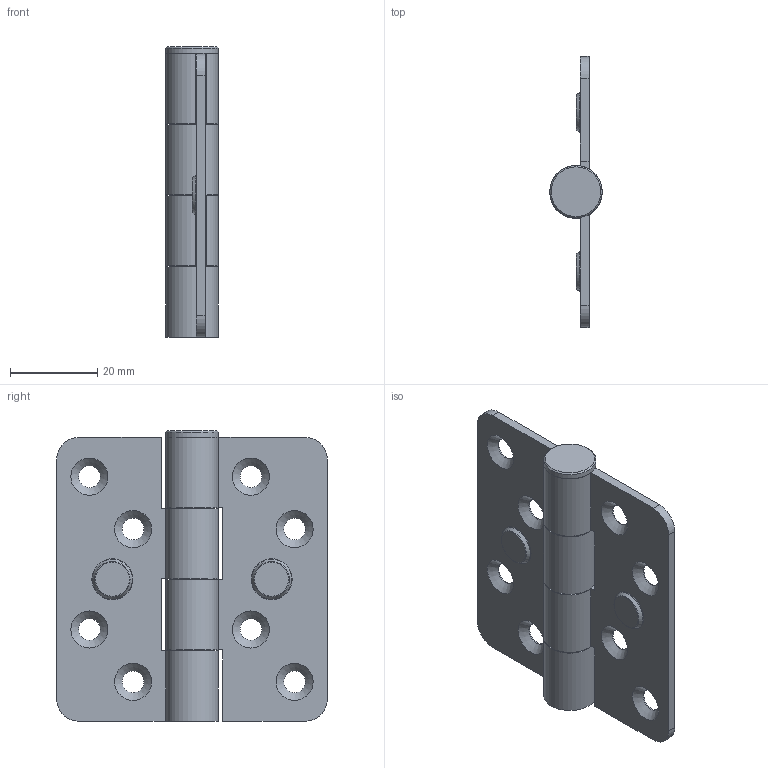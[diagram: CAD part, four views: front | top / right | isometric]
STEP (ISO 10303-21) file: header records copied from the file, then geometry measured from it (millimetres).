
FILE_DESCRIPTION(/* description */ (''),/* implementation_level */ '2;1');
FILE_NAME(/* name */ '11508X.stp',/* time_stamp */ '2019-08-05T12:21:42+02:00',/* author */ ('Giuliano'),/* organization */ (''),/* preprocessor_version */ 'ST-DEVELOPER v17.2',/* originating_system */ 'Autodesk Inventor 2019',/* authorisation */ '');
FILE_SCHEMA (('AUTOMOTIVE_DESIGN { 1 0 10303 214 3 1 1 }'));
Length unit declared in the file: millimetre
Products named in the file (3): 11508X; 20919; 21483
Assembly tree (3 placements, depth 2):
  11508X
    20919  x2
    21483
Bounding box: 12 x 62 x 66.5 mm (x, y, z)
Volume: 13324.1 mm3; surface area: 13359.1 mm2
Topology: 3 solids, 3 shells, 87 faces, 235 edges, 159 vertices
Faces by surface type: plane 35, cylinder 30, cone 14, torus 8
Full cylindrical faces by diameter (mm): 5 x8, 8 x1, 12 x1
Entity records: 1681 total; most frequent: DIRECTION 300, CARTESIAN_POINT 263, ORIENTED_EDGE 250, EDGE_CURVE 125, AXIS2_PLACEMENT_3D 122, VERTEX_POINT 85, CIRCLE 69, EDGE_LOOP 58
